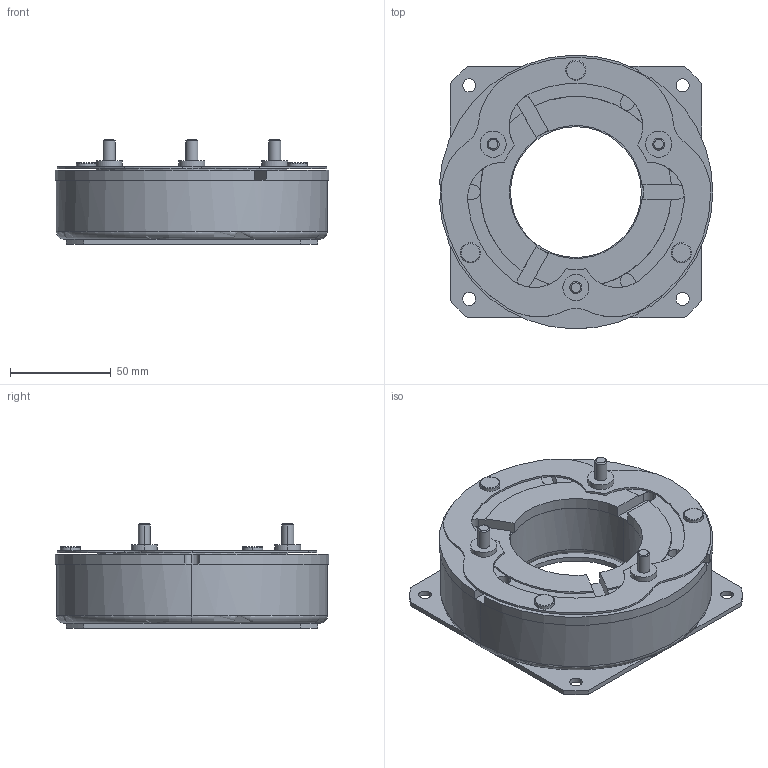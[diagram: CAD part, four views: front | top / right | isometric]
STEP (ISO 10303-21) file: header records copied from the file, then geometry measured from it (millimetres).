
FILE_DESCRIPTION (( 'STEP AP203' ), '1' );
FILE_NAME ('VBEH 5_23657900(１体）.STEP', '2016-03-07T02:23:27', ( ' ' ), ( '' ), 'SwSTEP 2.0', 'SolidWorks 2009', '' );
FILE_SCHEMA (( 'CONFIG_CONTROL_DESIGN' ));
Length unit declared in the file: millimetre
Products named in the file (1): VBEH 5_23657900(１体）
Bounding box: 135.91 x 135.95 x 51.9 mm (x, y, z)
Volume: 403939 mm3; surface area: 65906.2 mm2
Topology: 1 solids, 1 shells, 151 faces, 386 edges, 242 vertices
Faces by surface type: cylinder 80, plane 55, torus 10, cone 6
Entity records: 4744 total; most frequent: DIRECTION 913, CARTESIAN_POINT 780, ORIENTED_EDGE 772, EDGE_CURVE 386, AXIS2_PLACEMENT_3D 375, VERTEX_POINT 242, CIRCLE 223, EDGE_LOOP 172
